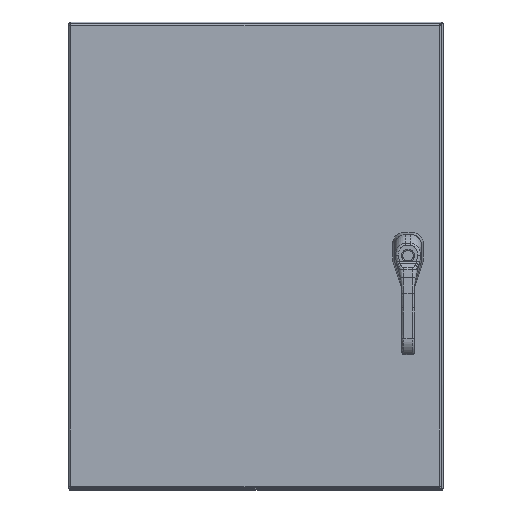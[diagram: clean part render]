
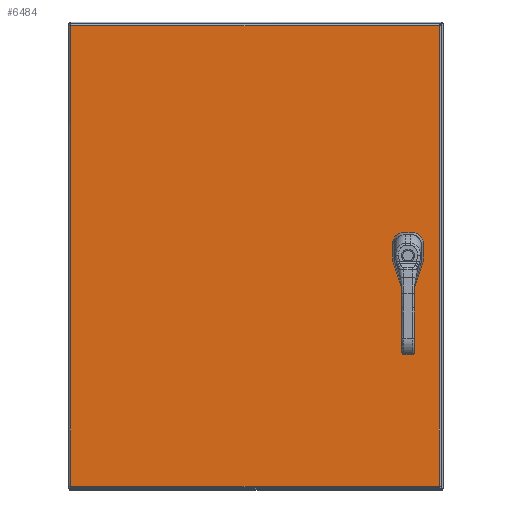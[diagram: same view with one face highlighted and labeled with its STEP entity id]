
A CAD part, top view. The second image highlights one B-rep face of the part: STEP entity #6484.
In plain terms, the highlighted face is planar.
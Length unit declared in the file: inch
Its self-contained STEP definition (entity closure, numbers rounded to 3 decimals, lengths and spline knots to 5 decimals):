
#4875=CARTESIAN_POINT('',(2.33762,15.275,0.0));
#4876=VERTEX_POINT('',#4875);
#4883=CARTESIAN_POINT('',(2.525,15.08762,0.0));
#4884=VERTEX_POINT('',#4883);
#4885=CARTESIAN_POINT('',(2.125,14.875,0.0));
#4886=DIRECTION('',(0.0,0.0,1.0));
#4887=DIRECTION('',(-0.469,-0.883,0.0));
#4888=AXIS2_PLACEMENT_3D('',#4885,#4886,#4887);
#4889=CIRCLE('',#4888,0.453);
#4890=EDGE_CURVE('',#4884,#4876,#4889,.T.);
#4915=CARTESIAN_POINT('',(2.525,14.66238,0.0));
#4916=VERTEX_POINT('',#4915);
#4917=CARTESIAN_POINT('',(2.525,14.66238,0.0));
#4918=DIRECTION('',(0.0,1.0,0.0));
#4919=VECTOR('',#4918,0.42525);
#4920=LINE('',#4917,#4919);
#4921=EDGE_CURVE('',#4916,#4884,#4920,.T.);
#4947=CARTESIAN_POINT('',(2.33762,14.475,0.0));
#4948=VERTEX_POINT('',#4947);
#4949=CARTESIAN_POINT('',(2.125,14.875,0.0));
#4950=DIRECTION('',(0.0,0.0,1.0));
#4951=DIRECTION('',(-0.883,0.469,0.0));
#4952=AXIS2_PLACEMENT_3D('',#4949,#4950,#4951);
#4953=CIRCLE('',#4952,0.453);
#4954=EDGE_CURVE('',#4948,#4916,#4953,.T.);
#4979=CARTESIAN_POINT('',(1.91238,14.475,0.0));
#4980=VERTEX_POINT('',#4979);
#4981=CARTESIAN_POINT('',(1.91238,14.475,0.0));
#4982=DIRECTION('',(1.0,0.0,0.0));
#4983=VECTOR('',#4982,0.42525);
#4984=LINE('',#4981,#4983);
#4985=EDGE_CURVE('',#4980,#4948,#4984,.T.);
#5011=CARTESIAN_POINT('',(1.725,14.66238,0.0));
#5012=VERTEX_POINT('',#5011);
#5013=CARTESIAN_POINT('',(2.125,14.875,0.0));
#5014=DIRECTION('',(0.0,0.0,1.0));
#5015=DIRECTION('',(0.469,0.883,0.0));
#5016=AXIS2_PLACEMENT_3D('',#5013,#5014,#5015);
#5017=CIRCLE('',#5016,0.453);
#5018=EDGE_CURVE('',#5012,#4980,#5017,.T.);
#5043=CARTESIAN_POINT('',(1.725,15.08762,0.0));
#5044=VERTEX_POINT('',#5043);
#5045=CARTESIAN_POINT('',(1.725,15.08762,0.0));
#5046=DIRECTION('',(0.0,-1.0,0.0));
#5047=VECTOR('',#5046,0.42525);
#5048=LINE('',#5045,#5047);
#5049=EDGE_CURVE('',#5044,#5012,#5048,.T.);
#5075=CARTESIAN_POINT('',(1.91238,15.275,0.0));
#5076=VERTEX_POINT('',#5075);
#5077=CARTESIAN_POINT('',(2.125,14.875,0.0));
#5078=DIRECTION('',(0.0,0.0,1.0));
#5079=DIRECTION('',(0.883,-0.469,0.0));
#5080=AXIS2_PLACEMENT_3D('',#5077,#5078,#5079);
#5081=CIRCLE('',#5080,0.453);
#5082=EDGE_CURVE('',#5076,#5044,#5081,.T.);
#5105=CARTESIAN_POINT('',(2.33762,15.275,0.0));
#5106=DIRECTION('',(-1.0,0.0,0.0));
#5107=VECTOR('',#5106,0.42525);
#5108=LINE('',#5105,#5107);
#5109=EDGE_CURVE('',#4876,#5076,#5108,.T.);
#5504=CARTESIAN_POINT('',(23.76975,0.10525,0.));
#5505=VERTEX_POINT('',#5504);
#5516=CARTESIAN_POINT('',(23.76975,29.64475,0.));
#5517=VERTEX_POINT('',#5516);
#5518=CARTESIAN_POINT('',(23.76975,29.64475,0.0));
#5519=DIRECTION('',(0.0,-1.0,0.0));
#5520=VECTOR('',#5519,29.5395);
#5521=LINE('',#5518,#5520);
#5522=EDGE_CURVE('',#5517,#5505,#5521,.T.);
#5674=CARTESIAN_POINT('',(0.10525,0.10525,0.));
#5675=VERTEX_POINT('',#5674);
#5686=CARTESIAN_POINT('',(23.76975,0.10525,0.0));
#5687=DIRECTION('',(-1.0,0.0,0.0));
#5688=VECTOR('',#5687,23.6645);
#5689=LINE('',#5686,#5688);
#5690=EDGE_CURVE('',#5505,#5675,#5689,.T.);
#5945=CARTESIAN_POINT('',(0.10525,29.64475,0.));
#5946=VERTEX_POINT('',#5945);
#5957=CARTESIAN_POINT('',(0.10525,0.10525,0.0));
#5958=DIRECTION('',(0.0,1.0,0.0));
#5959=VECTOR('',#5958,29.5395);
#5960=LINE('',#5957,#5959);
#5961=EDGE_CURVE('',#5675,#5946,#5960,.T.);
#6226=CARTESIAN_POINT('',(0.10525,29.64475,0.0));
#6227=DIRECTION('',(1.0,0.0,0.0));
#6228=VECTOR('',#6227,23.6645);
#6229=LINE('',#6226,#6228);
#6230=EDGE_CURVE('',#5946,#5517,#6229,.T.);
#6463=CARTESIAN_POINT('',(11.9375,14.875,0.0));
#6464=DIRECTION('',(0.0,0.0,1.0));
#6465=DIRECTION('',(1.0,0.0,0.0));
#6466=AXIS2_PLACEMENT_3D('',#6463,#6464,#6465);
#6467=PLANE('',#6466);
#6468=ORIENTED_EDGE('',*,*,#5522,.T.);
#6469=ORIENTED_EDGE('',*,*,#5690,.T.);
#6470=ORIENTED_EDGE('',*,*,#5961,.T.);
#6471=ORIENTED_EDGE('',*,*,#6230,.T.);
#6472=EDGE_LOOP('',(#6468,#6469,#6470,#6471));
#6473=FACE_OUTER_BOUND('',#6472,.T.);
#6474=ORIENTED_EDGE('',*,*,#4890,.T.);
#6475=ORIENTED_EDGE('',*,*,#5109,.T.);
#6476=ORIENTED_EDGE('',*,*,#5082,.T.);
#6477=ORIENTED_EDGE('',*,*,#5049,.T.);
#6478=ORIENTED_EDGE('',*,*,#5018,.T.);
#6479=ORIENTED_EDGE('',*,*,#4985,.T.);
#6480=ORIENTED_EDGE('',*,*,#4954,.T.);
#6481=ORIENTED_EDGE('',*,*,#4921,.T.);
#6482=EDGE_LOOP('',(#6474,#6475,#6476,#6477,#6478,#6479,#6480,#6481));
#6483=FACE_BOUND('',#6482,.T.);
#6484=ADVANCED_FACE('',(#6473,#6483),#6467,.F.);
